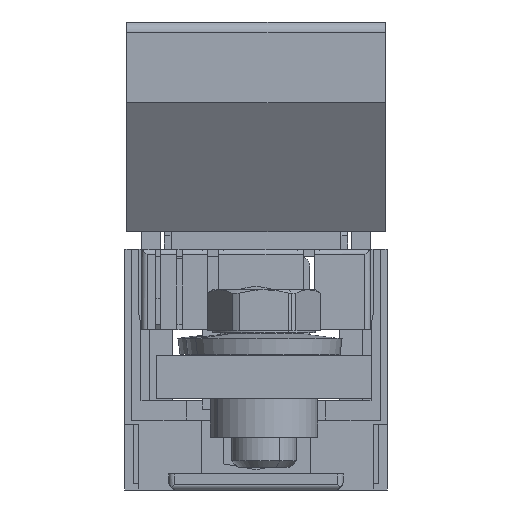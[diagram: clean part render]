
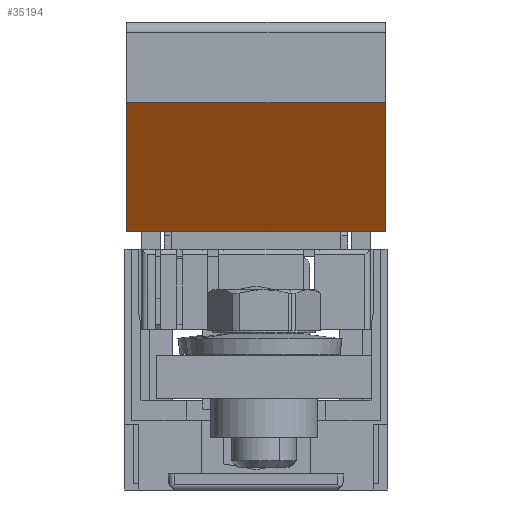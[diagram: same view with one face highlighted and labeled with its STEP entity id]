
A CAD part, left-side view. The second image highlights one B-rep face of the part: STEP entity #35194.
In plain terms, the highlighted face is planar.
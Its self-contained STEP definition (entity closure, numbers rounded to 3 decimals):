
#35181=AXIS2_PLACEMENT_3D('Plane Axis2P3D',#35178,#35179,#35180) ;
#34973=CARTESIAN_POINT('Line Origine',(154.348,0.,51.701)) ;
#34977=CARTESIAN_POINT('Vertex',(154.348,-24.,51.701)) ;
#34979=CARTESIAN_POINT('Vertex',(154.348,24.,51.701)) ;
#35078=CARTESIAN_POINT('Vertex',(170.,24.,75.709)) ;
#35081=CARTESIAN_POINT('Line Origine',(162.174,24.,63.705)) ;
#35104=CARTESIAN_POINT('Line Origine',(162.174,-24.,63.705)) ;
#35108=CARTESIAN_POINT('Vertex',(170.,-24.,75.709)) ;
#35178=CARTESIAN_POINT('Axis2P3D Location',(170.,0.,75.709)) ;
#35183=CARTESIAN_POINT('Line Origine',(170.,0.,75.709)) ;
#34974=DIRECTION('Vector Direction',(0.,1.,0.)) ;
#35082=DIRECTION('Vector Direction',(-0.546,0.,-0.838)) ;
#35105=DIRECTION('Vector Direction',(-0.546,0.,-0.838)) ;
#35179=DIRECTION('Axis2P3D Direction',(0.838,0.,-0.546)) ;
#35180=DIRECTION('Axis2P3D XDirection',(-0.546,0.,-0.838)) ;
#35184=DIRECTION('Vector Direction',(0.,1.,0.)) ;
#34975=VECTOR('Line Direction',#34974,1.) ;
#35083=VECTOR('Line Direction',#35082,1.) ;
#35106=VECTOR('Line Direction',#35105,1.) ;
#35185=VECTOR('Line Direction',#35184,1.) ;
#35189=ORIENTED_EDGE('',*,*,#35187,.F.) ;
#35190=ORIENTED_EDGE('',*,*,#35110,.T.) ;
#35191=ORIENTED_EDGE('',*,*,#34981,.T.) ;
#35192=ORIENTED_EDGE('',*,*,#35085,.F.) ;
#35194=ADVANCED_FACE('K\X2\00F6\X0\rper.3',(#35193),#35182,.T.) ;
#34981=EDGE_CURVE('',#34978,#34980,#34976,.T.) ;
#35085=EDGE_CURVE('',#35079,#34980,#35084,.T.) ;
#35110=EDGE_CURVE('',#35109,#34978,#35107,.T.) ;
#35187=EDGE_CURVE('',#35109,#35079,#35186,.T.) ;
#35188=EDGE_LOOP('',(#35189,#35190,#35191,#35192)) ;
#35193=FACE_OUTER_BOUND('',#35188,.T.) ;
#34976=LINE('Line',#34973,#34975) ;
#35084=LINE('Line',#35081,#35083) ;
#35107=LINE('Line',#35104,#35106) ;
#35186=LINE('Line',#35183,#35185) ;
#35182=PLANE('Plane',#35181) ;
#34978=VERTEX_POINT('',#34977) ;
#34980=VERTEX_POINT('',#34979) ;
#35079=VERTEX_POINT('',#35078) ;
#35109=VERTEX_POINT('',#35108) ;
